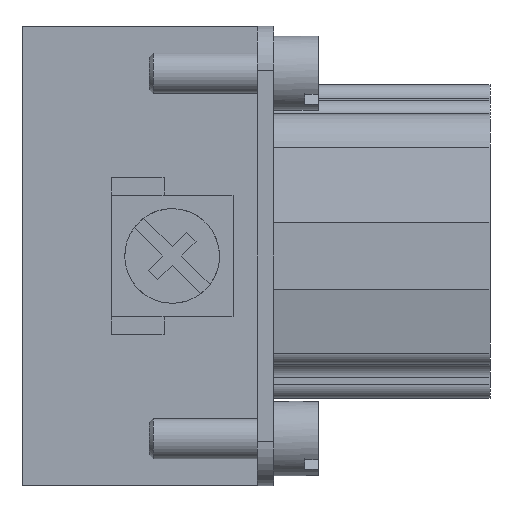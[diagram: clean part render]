
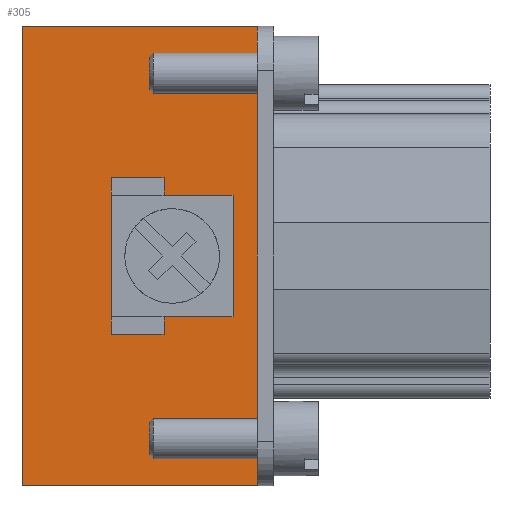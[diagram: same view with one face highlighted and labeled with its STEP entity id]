
A CAD part, left-side view. The second image highlights one B-rep face of the part: STEP entity #305.
In plain terms, the highlighted planar face has unit normal (-1, 0, 0).
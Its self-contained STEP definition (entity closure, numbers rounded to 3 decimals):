
#305 = ADVANCED_FACE( '', ( #855, #856 ), #857, .F. );
#855 = FACE_OUTER_BOUND( '', #1443, .T. );
#856 = FACE_BOUND( '', #1444, .T. );
#857 = PLANE( '', #1445 );
#1443 = EDGE_LOOP( '', ( #3437, #3438, #3439, #3440 ) );
#1444 = EDGE_LOOP( '', ( #3441, #3442, #3443, #3444, #3445, #3446, #3447, #3448 ) );
#1445 = AXIS2_PLACEMENT_3D( '', #3449, #3450, #3451 );
#3437 = ORIENTED_EDGE( '', *, *, #4390, .T. );
#3438 = ORIENTED_EDGE( '', *, *, #3738, .F. );
#3439 = ORIENTED_EDGE( '', *, *, #3877, .F. );
#3440 = ORIENTED_EDGE( '', *, *, #4381, .T. );
#3441 = ORIENTED_EDGE( '', *, *, #4309, .F. );
#3442 = ORIENTED_EDGE( '', *, *, #4341, .F. );
#3443 = ORIENTED_EDGE( '', *, *, #4320, .T. );
#3444 = ORIENTED_EDGE( '', *, *, #4329, .F. );
#3445 = ORIENTED_EDGE( '', *, *, #4332, .T. );
#3446 = ORIENTED_EDGE( '', *, *, #4338, .F. );
#3447 = ORIENTED_EDGE( '', *, *, #4336, .F. );
#3448 = ORIENTED_EDGE( '', *, *, #4316, .T. );
#3449 = CARTESIAN_POINT( '', ( -14.9, 1., -17. ) );
#3450 = DIRECTION( '', ( 1., 0., 0. ) );
#3451 = DIRECTION( '', ( 0., 0., -1. ) );
#3738 = EDGE_CURVE( '', #4447, #4448, #4449, .T. );
#3877 = EDGE_CURVE( '', #4722, #4447, #4723, .T. );
#4309 = EDGE_CURVE( '', #5448, #5451, #5452, .T. );
#4316 = EDGE_CURVE( '', #5464, #5451, #5465, .T. );
#4320 = EDGE_CURVE( '', #5469, #5470, #5471, .T. );
#4329 = EDGE_CURVE( '', #5485, #5470, #5487, .T. );
#4332 = EDGE_CURVE( '', #5485, #5490, #5491, .T. );
#4336 = EDGE_CURVE( '', #5464, #5497, #5498, .T. );
#4338 = EDGE_CURVE( '', #5497, #5490, #5500, .T. );
#4341 = EDGE_CURVE( '', #5469, #5448, #5503, .T. );
#4381 = EDGE_CURVE( '', #4722, #5543, #5545, .T. );
#4390 = EDGE_CURVE( '', #5543, #4448, #5557, .T. );
#4447 = VERTEX_POINT( '', #5635 );
#4448 = VERTEX_POINT( '', #5636 );
#4449 = LINE( '', #5637, #5638 );
#4722 = VERTEX_POINT( '', #5994 );
#4723 = LINE( '', #5995, #5996 );
#5448 = VERTEX_POINT( '', #7072 );
#5451 = VERTEX_POINT( '', #7076 );
#5452 = LINE( '', #7077, #7078 );
#5464 = VERTEX_POINT( '', #7096 );
#5465 = LINE( '', #7097, #7098 );
#5469 = VERTEX_POINT( '', #7105 );
#5470 = VERTEX_POINT( '', #7106 );
#5471 = LINE( '', #7107, #7108 );
#5485 = VERTEX_POINT( '', #7129 );
#5487 = LINE( '', #7132, #7133 );
#5490 = VERTEX_POINT( '', #7138 );
#5491 = LINE( '', #7139, #7140 );
#5497 = VERTEX_POINT( '', #7149 );
#5498 = LINE( '', #7150, #7151 );
#5500 = LINE( '', #7154, #7155 );
#5503 = LINE( '', #7160, #7161 );
#5543 = VERTEX_POINT( '', #7239 );
#5545 = LINE( '', #7242, #7243 );
#5557 = LINE( '', #7260, #7261 );
#5635 = CARTESIAN_POINT( '', ( -14.9, 17.4, 17. ) );
#5636 = CARTESIAN_POINT( '', ( -14.9, 0., 17. ) );
#5637 = CARTESIAN_POINT( '', ( -14.9, 1., 17. ) );
#5638 = VECTOR( '', #7371, 1000. );
#5994 = CARTESIAN_POINT( '', ( -14.9, 17.4, -17. ) );
#5995 = CARTESIAN_POINT( '', ( -14.9, 17.4, -17. ) );
#5996 = VECTOR( '', #7620, 1000. );
#7072 = CARTESIAN_POINT( '', ( -14.9, 10.8, -5.8 ) );
#7076 = CARTESIAN_POINT( '', ( -14.9, 6.9, -5.8 ) );
#7077 = CARTESIAN_POINT( '', ( -14.9, 1., -5.8 ) );
#7078 = VECTOR( '', #8210, 1000. );
#7096 = CARTESIAN_POINT( '', ( -14.9, 6.9, -4.5 ) );
#7097 = CARTESIAN_POINT( '', ( -14.9, 6.9, -17. ) );
#7098 = VECTOR( '', #8217, 1000. );
#7105 = CARTESIAN_POINT( '', ( -14.9, 10.8, 5.8 ) );
#7106 = CARTESIAN_POINT( '', ( -14.9, 6.9, 5.8 ) );
#7107 = CARTESIAN_POINT( '', ( -14.9, 1., 5.8 ) );
#7108 = VECTOR( '', #8221, 1000. );
#7129 = CARTESIAN_POINT( '', ( -14.9, 6.9, 4.5 ) );
#7132 = CARTESIAN_POINT( '', ( -14.9, 6.9, -17. ) );
#7133 = VECTOR( '', #8230, 1000. );
#7138 = CARTESIAN_POINT( '', ( -14.9, 1.8, 4.5 ) );
#7139 = CARTESIAN_POINT( '', ( -14.9, 1., 4.5 ) );
#7140 = VECTOR( '', #8233, 1000. );
#7149 = CARTESIAN_POINT( '', ( -14.9, 1.8, -4.5 ) );
#7150 = CARTESIAN_POINT( '', ( -14.9, 1., -4.5 ) );
#7151 = VECTOR( '', #8237, 1000. );
#7154 = CARTESIAN_POINT( '', ( -14.9, 1.8, -17. ) );
#7155 = VECTOR( '', #8239, 1000. );
#7160 = CARTESIAN_POINT( '', ( -14.9, 10.8, -17. ) );
#7161 = VECTOR( '', #8242, 1000. );
#7239 = CARTESIAN_POINT( '', ( -14.9, 0., -17. ) );
#7242 = CARTESIAN_POINT( '', ( -14.9, 1., -17. ) );
#7243 = VECTOR( '', #8282, 1000. );
#7260 = CARTESIAN_POINT( '', ( -14.9, 0., -17. ) );
#7261 = VECTOR( '', #8297, 1000. );
#7371 = DIRECTION( '', ( 0., -1., 0. ) );
#7620 = DIRECTION( '', ( 0., 0., 1. ) );
#8210 = DIRECTION( '', ( 0., -1., 0. ) );
#8217 = DIRECTION( '', ( 0., 0., -1. ) );
#8221 = DIRECTION( '', ( 0., -1., 0. ) );
#8230 = DIRECTION( '', ( 0., 0., 1. ) );
#8233 = DIRECTION( '', ( 0., -1., 0. ) );
#8237 = DIRECTION( '', ( 0., -1., 0. ) );
#8239 = DIRECTION( '', ( 0., 0., 1. ) );
#8242 = DIRECTION( '', ( 0., 0., -1. ) );
#8282 = DIRECTION( '', ( 0., -1., 0. ) );
#8297 = DIRECTION( '', ( 0., 0., 1. ) );
